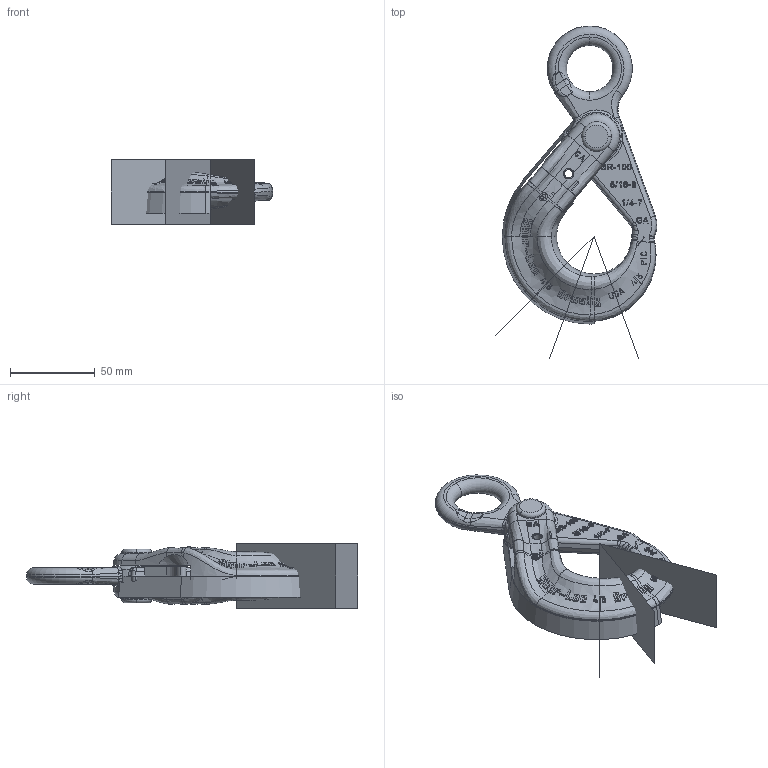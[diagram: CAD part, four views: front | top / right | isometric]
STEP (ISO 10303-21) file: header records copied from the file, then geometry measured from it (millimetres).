
FILE_DESCRIPTION((''),'2;1');
FILE_NAME('CROSBY_1316_07-08MM_1022914','2013-07-16T',('Alan Doughty'),('The Crosby Group LLC'),'PRO/ENGINEER BY PARAMETRIC TECHNOLOGY CORPORATION, 2013040','PRO/ENGINEER BY PARAMETRIC TECHNOLOGY CORPORATION, 2013040','');
FILE_SCHEMA(('AUTOMOTIVE_DESIGN { 1 0 10303 214 1 1 1 1 }'));
Products named in the file (1): CROSBY_1316_07-08MM_1022914
Bounding box: 95.45 x 195.79 x 38.1 mm (x, y, z)
Volume: 108577.8 mm3; surface area: 44635.6 mm2
Topology: 1 solids, 5 shells, 992 faces, 2556 edges, 1642 vertices
Faces by surface type: plane 548, bspline 200, extrusion 97, cylinder 86, torus 34, cone 27
Entity records: 59152 total; most frequent: CARTESIAN_POINT 28624, ORIENTED_EDGE 5092, DIRECTION 3260, PRESENTATION_STYLE_ASSIGNMENT 2632, STYLED_ITEM 2561, CURVE_STYLE 2556, EDGE_CURVE 2556, VERTEX_POINT 1642
